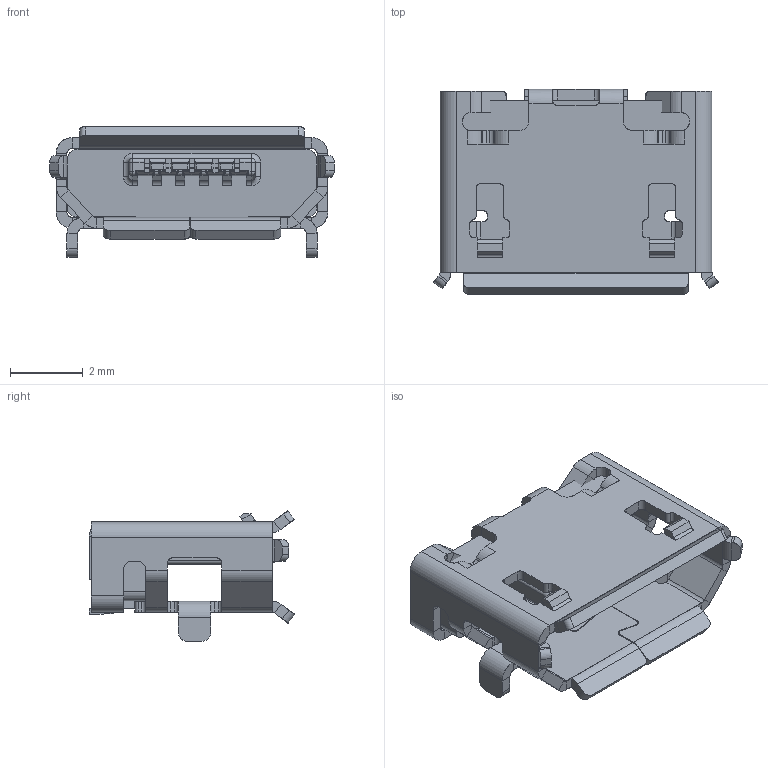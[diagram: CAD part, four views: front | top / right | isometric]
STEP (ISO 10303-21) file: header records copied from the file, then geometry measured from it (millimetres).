
FILE_DESCRIPTION(/* description */ (''),/* implementation_level */ '2;1');
FILE_NAME(/* name */ 'AMPHENOL_10118193-0001LF.stp',/* time_stamp */ '2019-01-09T09:40:01+01:00',/* author */ ('jchouvet'),/* organization */ ('Unknown'),/* preprocessor_version */ 'ST-DEVELOPER v16.13',/* originating_system */ 'AutoCAD Mechanical',/* authorisation */ '');
FILE_SCHEMA (('AUTOMOTIVE_DESIGN { 1 0 10303 214 3 1 1 }'));
Length unit declared in the file: millimetre
Products named in the file (1): Product
Bounding box: 7.86 x 5.66 x 3.6 mm (x, y, z)
Surface area: 276.5 mm2 (no closed solid volume)
Topology: 0 solids, 754 shells, 754 faces, 3768 edges, 3768 vertices
Faces by surface type: plane 487, cylinder 223, bspline 28, cone 8, torus 4, sphere 4
Entity records: 47052 total; most frequent: CARTESIAN_POINT 17376, DIRECTION 5284, VERTEX_POINT 3760, EDGE_CURVE 3760, ORIENTED_EDGE 3760, LINE 2712, VECTOR 2712, AXIS2_PLACEMENT_3D 1286
